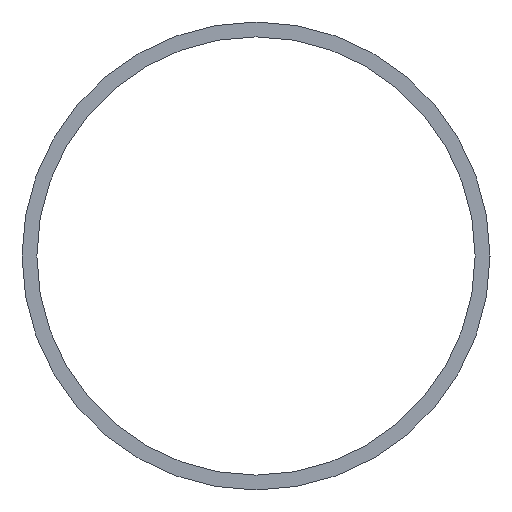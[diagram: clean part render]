
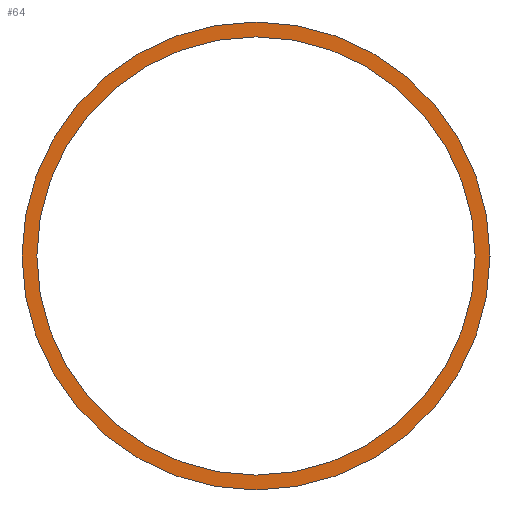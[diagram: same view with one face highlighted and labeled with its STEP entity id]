
A CAD part, left-side view. The second image highlights one B-rep face of the part: STEP entity #64.
In plain terms, the highlighted planar face has unit normal (-1, 0, 0).
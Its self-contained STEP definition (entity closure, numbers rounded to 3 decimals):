
#16=FACE_BOUND('',#28,.T.);
#18=PLANE('',#92);
#22=FACE_OUTER_BOUND('',#27,.T.);
#27=EDGE_LOOP('',(#57));
#28=EDGE_LOOP('',(#58));
#34=CIRCLE('',#87,10.3);
#36=CIRCLE('',#90,11.);
#38=VERTEX_POINT('',#117);
#40=VERTEX_POINT('',#123);
#43=EDGE_CURVE('',#38,#38,#34,.T.);
#46=EDGE_CURVE('',#40,#40,#36,.T.);
#57=ORIENTED_EDGE('',*,*,#46,.F.);
#58=ORIENTED_EDGE('',*,*,#43,.F.);
#64=ADVANCED_FACE('',(#22,#16),#18,.F.);
#87=AXIS2_PLACEMENT_3D('',#119,#100,#101);
#90=AXIS2_PLACEMENT_3D('',#125,#107,#108);
#92=AXIS2_PLACEMENT_3D('',#127,#111,#112);
#100=DIRECTION('center_axis',(-1.,0.,0.));
#101=DIRECTION('ref_axis',(0.,-1.,0.));
#107=DIRECTION('center_axis',(1.,0.,0.));
#108=DIRECTION('ref_axis',(0.,1.,0.));
#111=DIRECTION('center_axis',(1.,0.,0.));
#112=DIRECTION('ref_axis',(0.,0.,-1.));
#117=CARTESIAN_POINT('',(0.,10.3,0.));
#119=CARTESIAN_POINT('Origin',(0.,0.,0.));
#123=CARTESIAN_POINT('',(0.,-11.,0.));
#125=CARTESIAN_POINT('Origin',(0.,0.,0.));
#127=CARTESIAN_POINT('Origin',(0.,0.,0.));
